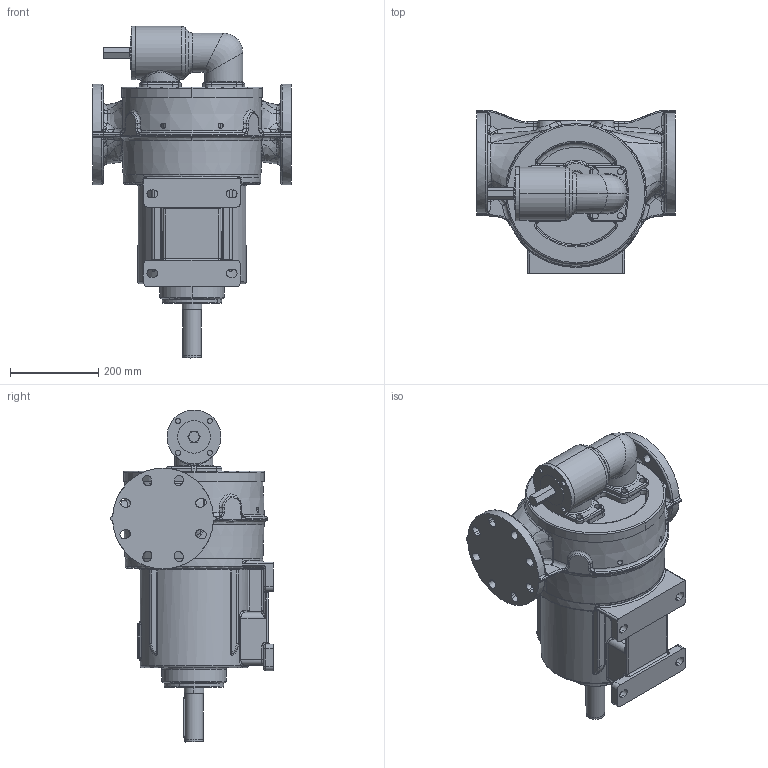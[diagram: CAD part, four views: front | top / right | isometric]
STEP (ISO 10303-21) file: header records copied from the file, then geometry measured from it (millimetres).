
FILE_DESCRIPTION((''),'2;1');
FILE_NAME('R105_L_B_Y','2019-06-21T10:44:44',('Nicola'),(''),'CREO PARAMETRIC BY PTC INC, 2017110','CREO PARAMETRIC BY PTC INC, 2017110','');
FILE_SCHEMA(('CONFIG_CONTROL_DESIGN'));
Products named in the file (1): R105_L_B_Y
Bounding box: 450 x 369 x 751.77 mm (x, y, z)
Volume: 36770888.9 mm3; surface area: 1086798.5 mm2
Topology: 2 solids, 2 shells, 977 faces, 2332 edges, 1377 vertices
Faces by surface type: bspline 349, cylinder 286, plane 171, torus 107, cone 44, sphere 16, extrusion 4
Entity records: 73012 total; most frequent: CARTESIAN_POINT 52936, ORIENTED_EDGE 4660, DIRECTION 3512, EDGE_CURVE 2330, AXIS2_PLACEMENT_3D 1448, VERTEX_POINT 1377, EDGE_LOOP 1057, FACE_OUTER_BOUND 977
